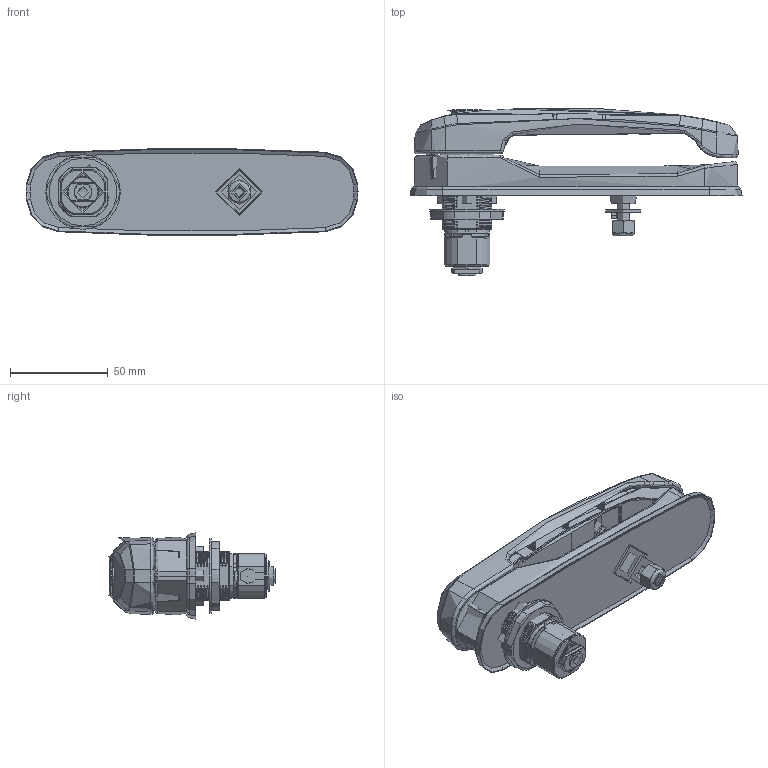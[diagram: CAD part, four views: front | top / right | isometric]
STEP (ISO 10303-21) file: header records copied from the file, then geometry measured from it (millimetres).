
FILE_DESCRIPTION(/* description */ (''),/* implementation_level */ '2;1');
FILE_NAME(/* name */ 'LNL-70-22180.stp',/* time_stamp */ '2023-11-21T09:11:32-05:00',/* author */ ('dtinay'),/* organization */ (''),/* preprocessor_version */ 'ST-DEVELOPER v20',/* originating_system */ 'Autodesk Inventor 2024',/* authorisation */ '');
FILE_SCHEMA (('AUTOMOTIVE_DESIGN { 1 0 10303 214 3 1 1 }'));
Products named in the file (43): LNL-70-22180; 01778_ASM ARB 5.8mm; 01773 ARB 5.8mm stop; 01775_ASM ARB; 01774 ARB; 01772 ARB; 22180 with bushing 7-27-21; 02177; 02175; 02176; 01700_ASM with retaining tumbler 7-27-21; 01740; 01738; 01737; 01739; 00494; 00639; 00539; 01460; 01744; 01743; 01745; 01742; 01741; 01741s; 02215; retaining tumbler and ARB plug; 02219_REV_A_ECN_391; 02213; kuat thule double bitted tumbler 1; 02178; 01581; 01855_INSTALLED; 01757; 01580; 01445; 00695; 00018; 01456; 01453 ...
Assembly tree (48 placements, depth 4):
  LNL-70-22180
    01778_ASM ARB 5.8mm
      01773 ARB 5.8mm stop
      01775_ASM ARB
        01774 ARB
        01772 ARB
    22180 with bushing 7-27-21
      02177
      02175
      02176
      01700_ASM with retaining tumbler 7-27-21
        01740
        01738
        01737
        01739
        00494
        00639
        00539  x6
        01460
        01744  x2
        01743
        01745
        01742
        01741
        01741s
      02215
      retaining tumbler and ARB plug
        02219_REV_A_ECN_391
        02213
        kuat thule double bitted tumbler 1
      02178
    01581
    01855_INSTALLED
    01757
    01580
    01445
    00695
    00018
    01456
    01453
    01392
    00660
    01479
Bounding box: 170.05 x 85.75 x 44.08 mm (x, y, z)
Volume: 144526 mm3; surface area: 118605.2 mm2
Topology: 51 solids, 52 shells, 5706 faces, 14252 edges, 8659 vertices
Faces by surface type: bspline 2251, plane 1733, cylinder 1244, cone 189, torus 181, sphere 108
Full cylindrical faces by diameter (mm): 0.813 x2, 1.27 x1, 1.627 x1, 1.829 x4, 2.159 x1, 2.2 x2, 2.408 x1, 2.438 x1, 3.787 x2, 4.2 x10, 5.066 x10, 5.105 x1, 5.2 x1, 5.22 x1, 5.387 x4, 5.461 x1, 6.096 x1, 6.35 x6, 6.4 x1, 6.8 x2, 6.843 x1, 8.382 x2, 8.636 x3, 8.992 x1, 12.065 x1, 12.243 x2, 12.446 x2, 12.8 x1, 12.827 x2, 13 x2
Entity records: 308290 total; most frequent: CARTESIAN_POINT 190770, ORIENTED_EDGE 28067, DIRECTION 18094, EDGE_CURVE 14035, VERTEX_POINT 8567, AXIS2_PLACEMENT_3D 6835, B_SPLINE_CURVE_WITH_KNOTS 6156, EDGE_LOOP 5798
